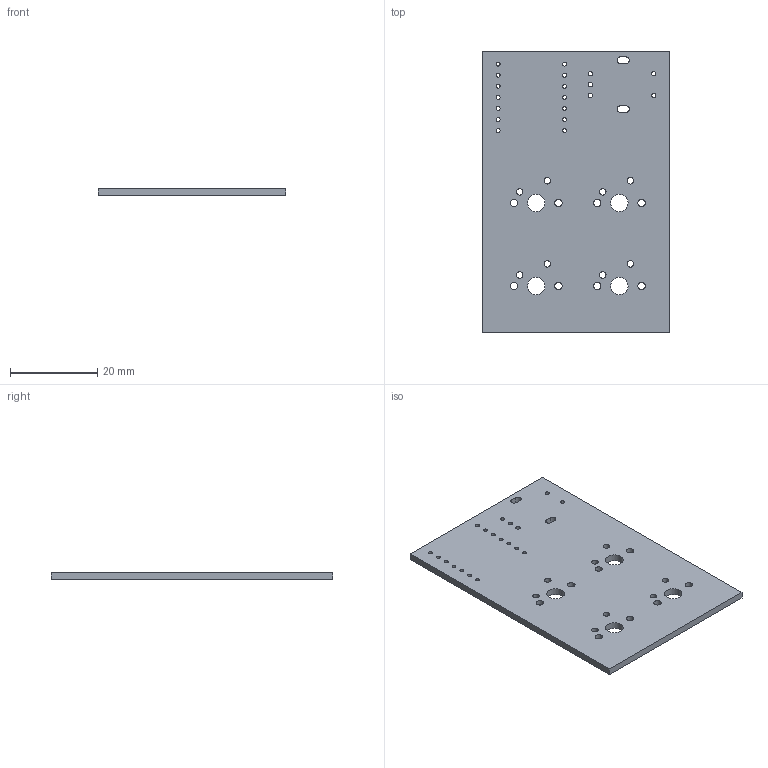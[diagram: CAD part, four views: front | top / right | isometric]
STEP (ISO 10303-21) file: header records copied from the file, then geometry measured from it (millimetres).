
FILE_DESCRIPTION(/* description */ ('STEP AP242','CAx-IF Rec.Pracs.---Representation and Presentation of Product Manufacturing Information (PMI)---4.0---2014-10-13','CAx-IF Rec.Pracs.---3D Tessellated Geometry---0.4---2014-09-14','2;1'),/* implementation_level */ '2;1');
FILE_NAME(/* name */ 'Assembly 1 - _autosave-hackpad_PCB',/* time_stamp */ '2025-02-21T02:20:56Z',/* author */ (''),/* organization */ (''),/* preprocessor_version */ 'ST-DEVELOPER v20',/* originating_system */ 'ONSHAPE BY PTC INC, 1.193',/* authorisation */ ' ');
FILE_SCHEMA (('AP242_MANAGED_MODEL_BASED_3D_ENGINEERING_MIM_LF { 1 0 10303 442 1 1 4 }'));
Length unit declared in the file: metre
Products named in the file (1): _autosave-hackpad_PCB
Bounding box: 43 x 64.6 x 1.6 mm (x, y, z)
Volume: 4280.3 mm3; surface area: 6014.9 mm2
Topology: 1 solids, 1 shells, 53 faces, 153 edges, 102 vertices
Faces by surface type: cylinder 43, plane 10
Full cylindrical faces by diameter (mm): 0.889 x14, 1 x5, 1.5 x8, 1.7 x8, 4 x4
Entity records: 1784 total; most frequent: DIRECTION 308, CARTESIAN_POINT 270, ORIENTED_EDGE 228, EDGE_LOOP 174, FACE_BOUND 174, AXIS2_PLACEMENT_3D 140, EDGE_CURVE 114, VERTEX_POINT 102
